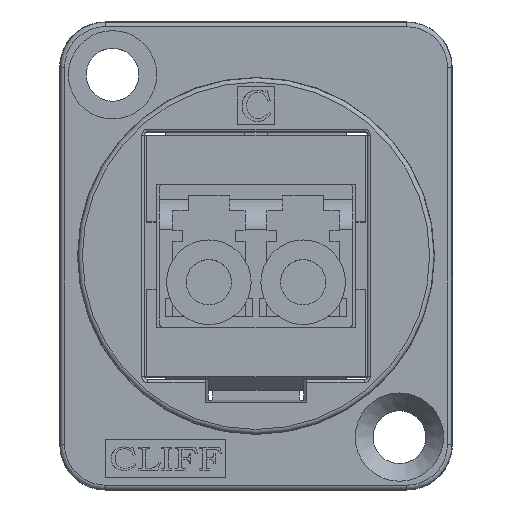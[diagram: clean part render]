
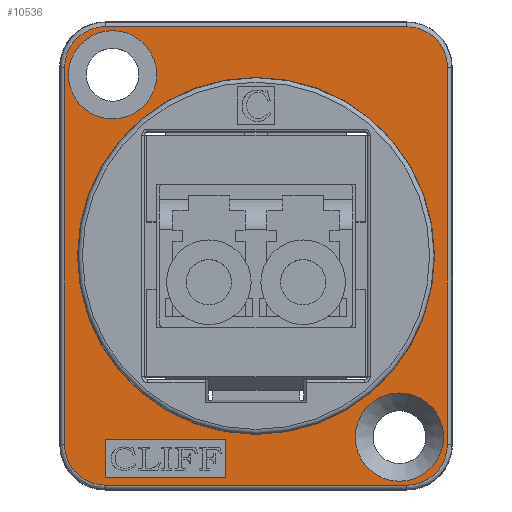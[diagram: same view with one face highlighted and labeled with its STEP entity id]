
A CAD part, top view. The second image highlights one B-rep face of the part: STEP entity #10536.
In plain terms, the highlighted planar face has unit normal (0, 0, 1).
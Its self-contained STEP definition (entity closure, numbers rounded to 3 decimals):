
#225=ELLIPSE('',#11212,2.7,2.7);
#226=ELLIPSE('',#11213,2.7,2.7);
#227=ELLIPSE('',#11214,2.7,2.7);
#228=ELLIPSE('',#11215,2.7,2.7);
#272=FACE_BOUND('',#3941,.T.);
#273=FACE_BOUND('',#3942,.T.);
#274=FACE_BOUND('',#3943,.T.);
#275=FACE_BOUND('',#3944,.T.);
#628=PLANE('',#11211);
#1681=LINE('',#17724,#2779);
#1685=LINE('',#17732,#2783);
#1688=LINE('',#17738,#2786);
#1691=LINE('',#17743,#2789);
#1717=LINE('',#17836,#2815);
#1718=LINE('',#17840,#2816);
#1719=LINE('',#17844,#2817);
#1720=LINE('',#17847,#2818);
#2779=VECTOR('',#13469,2.5);
#2783=VECTOR('',#13475,8.);
#2786=VECTOR('',#13480,2.5);
#2789=VECTOR('',#13485,8.);
#2815=VECTOR('',#13569,24.965);
#2816=VECTOR('',#13572,19.965);
#2817=VECTOR('',#13575,24.965);
#2818=VECTOR('',#13578,19.965);
#3385=FACE_OUTER_BOUND('',#3940,.T.);
#3940=EDGE_LOOP('',(#9255,#9256,#9257,#9258,#9259,#9260,#9261,#9262));
#3941=EDGE_LOOP('',(#9263,#9264,#9265,#9266));
#3942=EDGE_LOOP('',(#9267));
#3943=EDGE_LOOP('',(#9268));
#3944=EDGE_LOOP('',(#9269));
#4114=CIRCLE('',#10999,11.823);
#4163=CIRCLE('',#11216,2.925);
#4164=CIRCLE('',#11217,2.925);
#4764=VERTEX_POINT('',#15632);
#5080=VERTEX_POINT('',#17722);
#5081=VERTEX_POINT('',#17723);
#5084=VERTEX_POINT('',#17731);
#5086=VERTEX_POINT('',#17737);
#5110=VERTEX_POINT('',#17832);
#5111=VERTEX_POINT('',#17833);
#5112=VERTEX_POINT('',#17835);
#5113=VERTEX_POINT('',#17837);
#5114=VERTEX_POINT('',#17839);
#5115=VERTEX_POINT('',#17841);
#5116=VERTEX_POINT('',#17843);
#5117=VERTEX_POINT('',#17845);
#5118=VERTEX_POINT('',#17848);
#5119=VERTEX_POINT('',#17850);
#5972=EDGE_CURVE('',#4764,#4764,#4114,.T.);
#6472=EDGE_CURVE('',#5080,#5081,#1681,.T.);
#6476=EDGE_CURVE('',#5084,#5080,#1685,.T.);
#6479=EDGE_CURVE('',#5086,#5084,#1688,.T.);
#6482=EDGE_CURVE('',#5081,#5086,#1691,.T.);
#6523=EDGE_CURVE('',#5110,#5111,#225,.T.);
#6524=EDGE_CURVE('',#5112,#5110,#1717,.T.);
#6525=EDGE_CURVE('',#5113,#5112,#226,.T.);
#6526=EDGE_CURVE('',#5114,#5113,#1718,.T.);
#6527=EDGE_CURVE('',#5115,#5114,#227,.T.);
#6528=EDGE_CURVE('',#5116,#5115,#1719,.T.);
#6529=EDGE_CURVE('',#5117,#5116,#228,.T.);
#6530=EDGE_CURVE('',#5111,#5117,#1720,.T.);
#6531=EDGE_CURVE('',#5118,#5118,#4163,.T.);
#6532=EDGE_CURVE('',#5119,#5119,#4164,.T.);
#9255=ORIENTED_EDGE('',*,*,#6523,.F.);
#9256=ORIENTED_EDGE('',*,*,#6524,.F.);
#9257=ORIENTED_EDGE('',*,*,#6525,.F.);
#9258=ORIENTED_EDGE('',*,*,#6526,.F.);
#9259=ORIENTED_EDGE('',*,*,#6527,.F.);
#9260=ORIENTED_EDGE('',*,*,#6528,.F.);
#9261=ORIENTED_EDGE('',*,*,#6529,.F.);
#9262=ORIENTED_EDGE('',*,*,#6530,.F.);
#9263=ORIENTED_EDGE('',*,*,#6472,.T.);
#9264=ORIENTED_EDGE('',*,*,#6482,.T.);
#9265=ORIENTED_EDGE('',*,*,#6479,.T.);
#9266=ORIENTED_EDGE('',*,*,#6476,.T.);
#9267=ORIENTED_EDGE('',*,*,#5972,.T.);
#9268=ORIENTED_EDGE('',*,*,#6531,.T.);
#9269=ORIENTED_EDGE('',*,*,#6532,.T.);
#10536=ADVANCED_FACE('',(#3385,#272,#273,#274,#275),#628,.T.);
#10999=AXIS2_PLACEMENT_3D('',#15633,#12762,#12763);
#11211=AXIS2_PLACEMENT_3D('',#17831,#13565,#13566);
#11212=AXIS2_PLACEMENT_3D('',#17834,#13567,#13568);
#11213=AXIS2_PLACEMENT_3D('',#17838,#13570,#13571);
#11214=AXIS2_PLACEMENT_3D('',#17842,#13573,#13574);
#11215=AXIS2_PLACEMENT_3D('',#17846,#13576,#13577);
#11216=AXIS2_PLACEMENT_3D('',#17849,#13579,#13580);
#11217=AXIS2_PLACEMENT_3D('',#17851,#13581,#13582);
#12762=DIRECTION('center_axis',(0.,0.,
-1.));
#12763=DIRECTION('ref_axis',(-1.,0.,0.));
#13469=DIRECTION('',(0.,1.,0.));
#13475=DIRECTION('',(-1.,0.,0.));
#13480=DIRECTION('',(0.,-1.,0.));
#13485=DIRECTION('',(1.,0.,0.));
#13565=DIRECTION('center_axis',(0.,0.,
1.));
#13566=DIRECTION('ref_axis',(1.,0.,0.));
#13567=DIRECTION('center_axis',(0.,0.,
-1.));
#13568=DIRECTION('ref_axis',(-0.707,0.707,0.));
#13569=DIRECTION('',(0.,1.,0.));
#13570=DIRECTION('center_axis',(0.,0.,
-1.));
#13571=DIRECTION('ref_axis',(-0.707,-0.707,0.));
#13572=DIRECTION('',(-1.,0.,0.));
#13573=DIRECTION('center_axis',(0.,0.,
-1.));
#13574=DIRECTION('ref_axis',(0.707,-0.707,0.));
#13575=DIRECTION('',(0.,-1.,0.));
#13576=DIRECTION('center_axis',(0.,0.,
-1.));
#13577=DIRECTION('ref_axis',(0.707,0.707,0.));
#13578=DIRECTION('',(1.,0.,0.));
#13579=DIRECTION('center_axis',(0.,0.,
-1.));
#13580=DIRECTION('ref_axis',(1.,0.,0.));
#13581=DIRECTION('center_axis',(0.,0.,
-1.));
#13582=DIRECTION('ref_axis',(1.,0.,0.));
#15632=CARTESIAN_POINT('',(11.823,0.,2.3));
#15633=CARTESIAN_POINT('Origin',(0.,0.,
2.3));
#17722=CARTESIAN_POINT('',(-10.,-14.683,2.3));
#17723=CARTESIAN_POINT('',(-10.,-12.183,2.3));
#17724=CARTESIAN_POINT('',(-10.,-7.341,2.3));
#17731=CARTESIAN_POINT('',(-2.,-14.683,2.3));
#17732=CARTESIAN_POINT('',(-1.,-14.683,2.3));
#17737=CARTESIAN_POINT('',(-2.,-12.183,2.3));
#17738=CARTESIAN_POINT('',(-2.,-6.091,2.3));
#17743=CARTESIAN_POINT('',(-5.,-12.183,2.3));
#17831=CARTESIAN_POINT('Origin',(0.,0.,
2.3));
#17832=CARTESIAN_POINT('',(-12.683,12.483,2.3));
#17833=CARTESIAN_POINT('',(-9.983,15.183,2.3));
#17834=CARTESIAN_POINT('Origin',(-9.982,12.482,2.3));
#17835=CARTESIAN_POINT('',(-12.683,-12.483,2.3));
#17836=CARTESIAN_POINT('',(-12.683,-7.75,2.3));
#17837=CARTESIAN_POINT('',(-9.983,-15.183,2.3));
#17838=CARTESIAN_POINT('Origin',(-9.982,-12.482,2.3));
#17839=CARTESIAN_POINT('',(9.983,-15.183,2.3));
#17840=CARTESIAN_POINT('',(6.5,-15.183,2.3));
#17841=CARTESIAN_POINT('',(12.683,-12.483,2.3));
#17842=CARTESIAN_POINT('Origin',(9.982,-12.482,2.3));
#17843=CARTESIAN_POINT('',(12.683,12.483,2.3));
#17844=CARTESIAN_POINT('',(12.683,7.75,2.3));
#17845=CARTESIAN_POINT('',(9.983,15.183,2.3));
#17846=CARTESIAN_POINT('Origin',(9.982,12.482,2.3));
#17847=CARTESIAN_POINT('',(-6.5,15.183,2.3));
#17848=CARTESIAN_POINT('',(6.575,-12.,2.3));
#17849=CARTESIAN_POINT('Origin',(9.5,-12.,2.3));
#17850=CARTESIAN_POINT('',(-12.425,12.,2.3));
#17851=CARTESIAN_POINT('Origin',(-9.5,12.,2.3));
